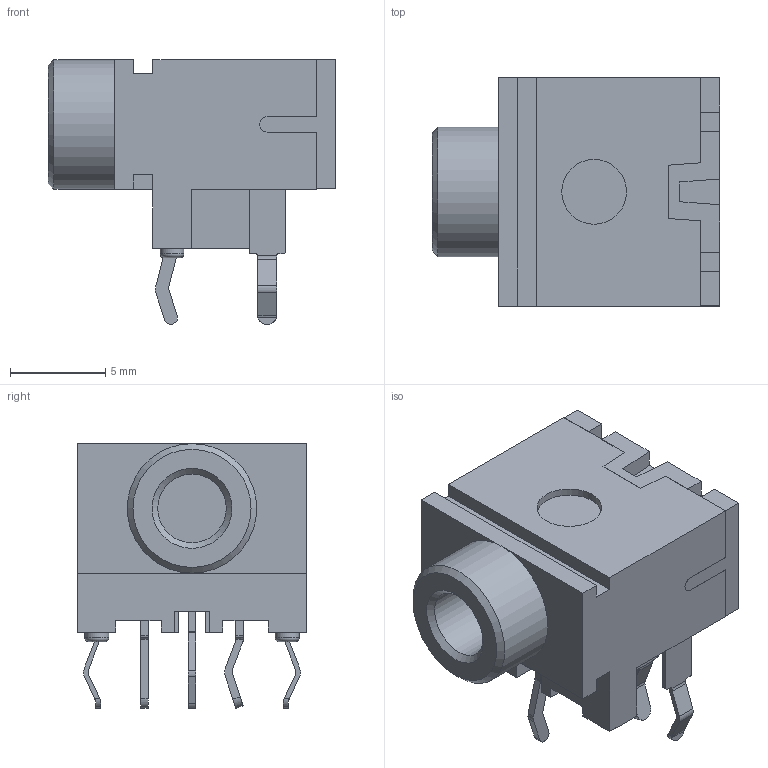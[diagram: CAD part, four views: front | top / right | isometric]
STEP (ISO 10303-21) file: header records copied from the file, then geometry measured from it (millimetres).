
FILE_DESCRIPTION( ( '' ), ' ' );
FILE_NAME( '5aab42e806b58b0f3b057121.step', '2018-03-16T04:07:04', ( '' ), ( '' ), ' ', ' ', ' ' );
FILE_SCHEMA( ( 'AUTOMOTIVE_DESIGN { 1 0 10303 214 1 1 1 1 }' ) );
Length unit declared in the file: metre
Products named in the file (1): Open CASCADE STEP translator 6.8 1
Bounding box: 15.1 x 12 x 13.9 mm (x, y, z)
Volume: 1010.4 mm3; surface area: 1126.3 mm2
Topology: 1 solids, 1 shells, 198 faces, 555 edges, 368 vertices
Faces by surface type: plane 146, cylinder 48, torus 2, cone 2
Full cylindrical faces by diameter (mm): 1.25 x2, 3.4 x1, 3.6 x1, 6.8 x1
Entity records: 10625 total; most frequent: CARTESIAN_POINT 1161, ORIENTED_EDGE 1090, DIRECTION 1028, STYLED_ITEM 743, PRESENTATION_STYLE_ASSIGNMENT 743, COLOUR_RGB 743, EDGE_CURVE 545, CURVE_STYLE 545
